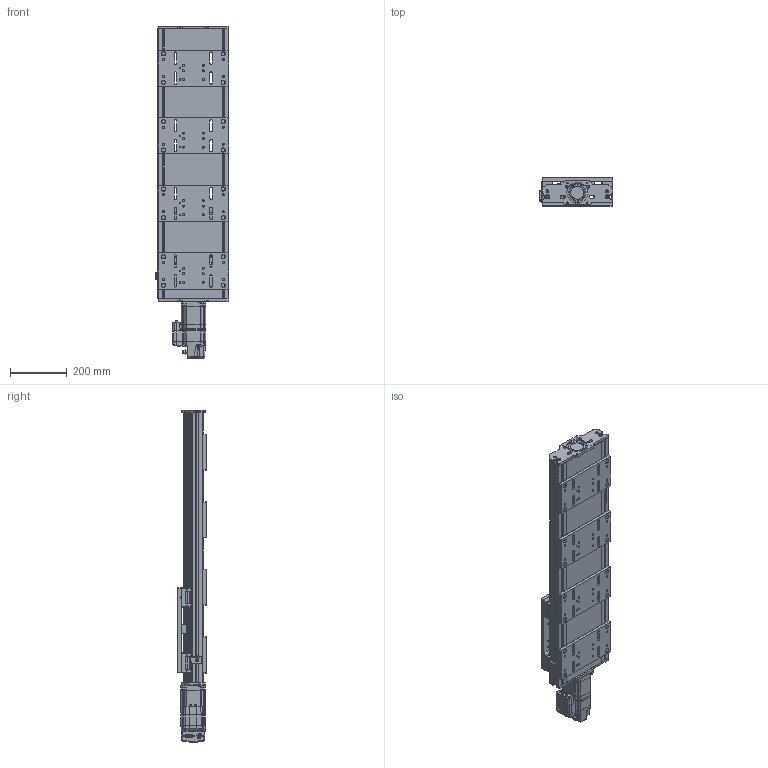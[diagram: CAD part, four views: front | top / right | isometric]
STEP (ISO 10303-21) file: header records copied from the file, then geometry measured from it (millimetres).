
FILE_DESCRIPTION (( 'STEP AP214' ), '1' );
FILE_NAME ('LRU_LRU0500x25-BE01T12A.step', '2025-08-04T17:58:11', ( '' ), ( '' ), 'SwSTEP 2.0', 'SolidWorks 2019', '' );
FILE_SCHEMA (( 'AUTOMOTIVE_DESIGN' ));
Length unit declared in the file: millimetre
Products named in the file (7): LRU_carriage^LRU_250; LRU_LRU0500x25-BE01T12A; AP187^LRU; LRU_base^LRU_LRU0500x25; LC40_carriage^LRU; NMS23_sensor^LRU; NMS34_motor^LRU_LRU-B
Assembly tree (9 placements, depth 2):
  LRU_LRU0500x25-BE01T12A
    LRU_base^LRU_LRU0500x25
    LRU_carriage^LRU_250
    NMS34_motor^LRU_LRU-B
    LC40_carriage^LRU  x4
    NMS23_sensor^LRU
    AP187^LRU
Bounding box: 259.25 x 100 x 1167.55 mm (x, y, z)
Volume: 8399508.6 mm3; surface area: 2152790.4 mm2
Topology: 183 solids, 183 shells, 3459 faces, 8498 edges, 5636 vertices
Faces by surface type: plane 2061, cylinder 1281, cone 51, bspline 48, sphere 12, torus 6
Entity records: 84782 total; most frequent: CARTESIAN_POINT 15289, DIRECTION 13963, ORIENTED_EDGE 13270, EDGE_CURVE 6635, AXIS2_PLACEMENT_3D 4868, VERTEX_POINT 4394, LINE 4227, VECTOR 4227
